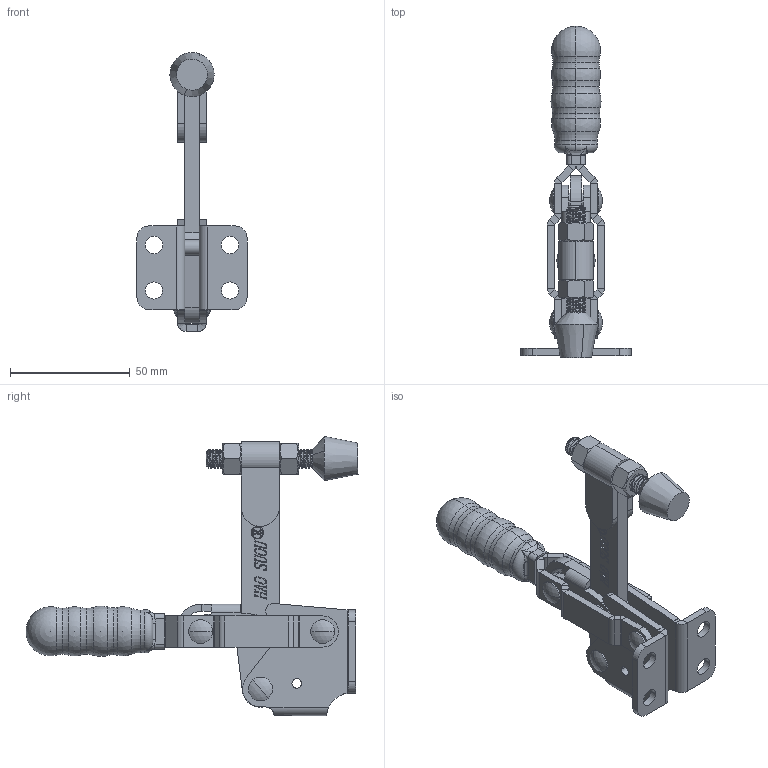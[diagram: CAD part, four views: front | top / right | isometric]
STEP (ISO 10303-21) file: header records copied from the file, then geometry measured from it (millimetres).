
FILE_DESCRIPTION (( 'STEP AP203' ), '1' );
FILE_NAME ('HS-12140.STEP', '2023-02-09T03:12:04', ( '微软用户' ), ( '微软中国' ), 'SwSTEP 2.0', 'SolidWorks 2012', '' );
FILE_SCHEMA (( 'CONFIG_CONTROL_DESIGN' ));
Products named in the file (13): HS-12140; hexagon nuts grade c gb_GB_FASTENER_NUT_SNC1 M8-N; FC-56212; HS-FC-56212_SPINDLE_SUPPLIED_1; 標; 揤參; 酗种; 蟀裝; 眻忒梟蚾饜极; 2#忒參杶; 忒梟; 傻种; 楊擘菁釱
Assembly tree (16 placements, depth 3):
  HS-12140
    楊擘菁釱
    傻种  x2
    眻忒梟蚾饜极
      忒梟  x2
      2#忒參杶
    蟀裝
    酗种  x2
    揤參
    標
    FC-56212
      HS-FC-56212_SPINDLE_SUPPLIED_1
    hexagon nuts grade c gb_GB_FASTENER_NUT_SNC1 M8-N  x2
Bounding box: 46 x 138.74 x 116.62 mm (x, y, z)
Volume: 56469.1 mm3; surface area: 39341.2 mm2
Topology: 14 solids, 14 shells, 835 faces, 2151 edges, 1366 vertices
Faces by surface type: plane 402, cylinder 236, bspline 139, sphere 24, torus 18, cone 16
Entity records: 48001 total; most frequent: CARTESIAN_POINT 29397, ORIENTED_EDGE 3846, DIRECTION 3033, EDGE_CURVE 1923, VERTEX_POINT 1234, VECTOR 1127, LINE 1127, AXIS2_PLACEMENT_3D 953
